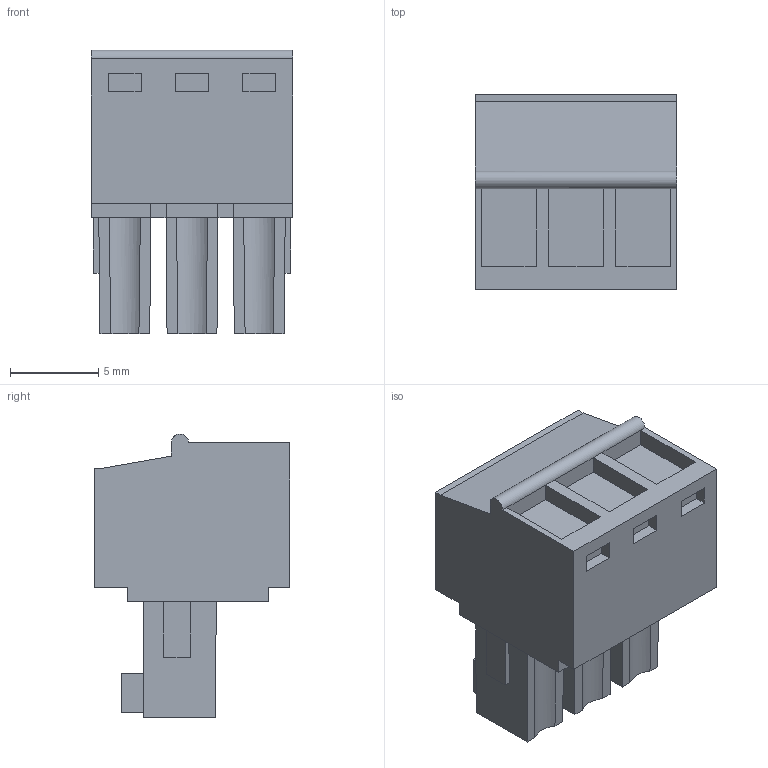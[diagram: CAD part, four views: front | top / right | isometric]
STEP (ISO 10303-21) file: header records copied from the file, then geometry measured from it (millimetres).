
FILE_DESCRIPTION(('CATIA V5 STEP','CAx-IF Rec.Pracs.--- Model Styling and Organization---1.2---2011-12-15'),'2;1');
FILE_NAME ('D1456221_0_1792780000_1792780000.stp','2017-04-14T12:59:03+00:00',('none'),('Weidmueller'),'CATIA Version 5-6 Release 2014','CATIA V5 STEP AP214','none');
FILE_SCHEMA(('AUTOMOTIVE_DESIGN { 1 0 10303 214 1 1 1 1 }'));
Length unit declared in the file: millimetre
Products named in the file (1): 1792780000
Bounding box: 11.43 x 11.1 x 16.1 mm (x, y, z)
Volume: 1178.2 mm3; surface area: 1206.1 mm2
Topology: 4 solids, 4 shells, 162 faces, 401 edges, 262 vertices
Faces by surface type: plane 137, cylinder 25
Entity records: 4665 total; most frequent: CARTESIAN_POINT 883, ORIENTED_EDGE 802, DIRECTION 678, EDGE_CURVE 401, VECTOR 333, LINE 333, VERTEX_POINT 262, AXIS2_PLACEMENT_3D 201
